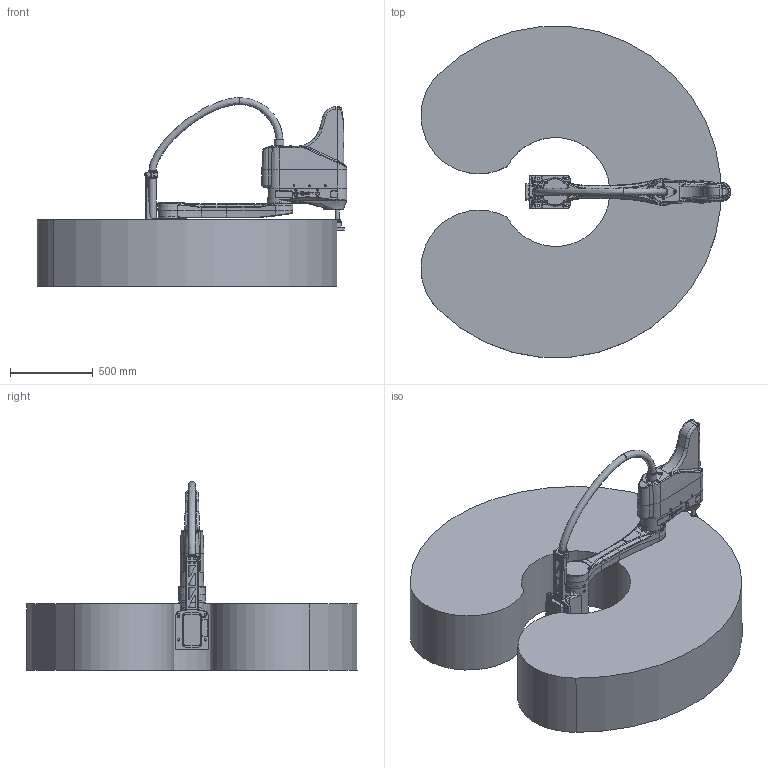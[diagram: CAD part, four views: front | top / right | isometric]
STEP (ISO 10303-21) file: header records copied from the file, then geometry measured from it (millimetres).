
FILE_DESCRIPTION(/* description */ ('Norm.iam Teamplte'),/* implementation_level */ '2;1');
FILE_NAME(/* name */ '3D-model_AT_00027_.stp',/* time_stamp */ '2024-03-21T08:22:53+01:00',/* author */ ('josha-tim.penalver'),/* organization */ (''),/* preprocessor_version */ 'ST-DEVELOPER v19.2',/* originating_system */ 'Autodesk Inventor 2023',/* authorisation */ '');
FILE_SCHEMA (('AUTOMOTIVE_DESIGN { 1 0 10303 214 3 1 1 }'));
Products named in the file (7): AT_00027_DUMMY sCara4-1000-6kg; MT_WST00114855 Dummy Grundgestell; MT_WST00112504 Dummy Schwinge; MT_WST00114854 Dummy Arm; MT_WST00112202 Dummy Spindel; MT_WST00111790 Kabelbaum; MT_WST00111796 Arbeitsbereich
Assembly tree (6 placements, depth 2):
  AT_00027_DUMMY sCara4-1000-6kg
    MT_WST00114855 Dummy Grundgestell
    MT_WST00112504 Dummy Schwinge
    MT_WST00114854 Dummy Arm
    MT_WST00112202 Dummy Spindel
    MT_WST00111790 Kabelbaum
    MT_WST00111796 Arbeitsbereich
Bounding box: 1866.56 x 1992.39 x 1137 mm (x, y, z)
Volume: 1031412097.2 mm3; surface area: 10319205.7 mm2
Topology: 6 solids, 8 shells, 2257 faces, 5547 edges, 3476 vertices
Faces by surface type: plane 923, cylinder 612, bspline 404, cone 226, torus 73, sphere 19
Full cylindrical faces by diameter (mm): 3.242 x64, 3.8 x2, 4 x2, 4.134 x12, 4.917 x17, 5.8 x1, 6 x7, 6.6 x2, 7.6 x8, 8 x2, 8.5 x16, 9 x2, 10 x6, 11.6 x11, 13.5 x8, 14 x1, 16 x1, 17 x1, 17.5 x1, 18 x1, 20 x1, 25 x3, 35 x2, 40 x1, 42.8 x2, 43 x4, 45 x2, 47.5 x3, 49 x1, 50 x2
Entity records: 87846 total; most frequent: CARTESIAN_POINT 34315, ORIENTED_EDGE 10886, DIRECTION 10080, EDGE_CURVE 5443, AXIS2_PLACEMENT_3D 3705, VERTEX_POINT 3476, LINE 2670, VECTOR 2670
